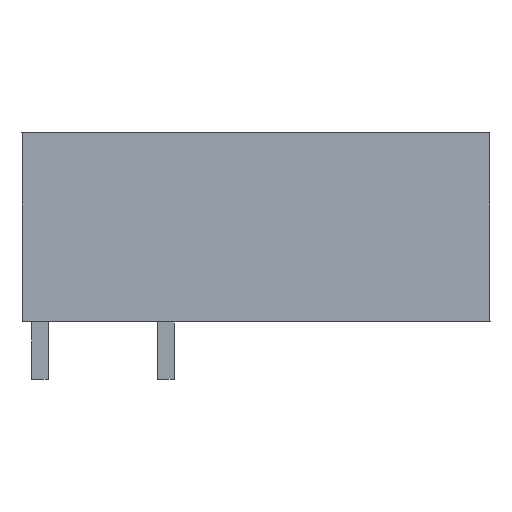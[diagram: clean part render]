
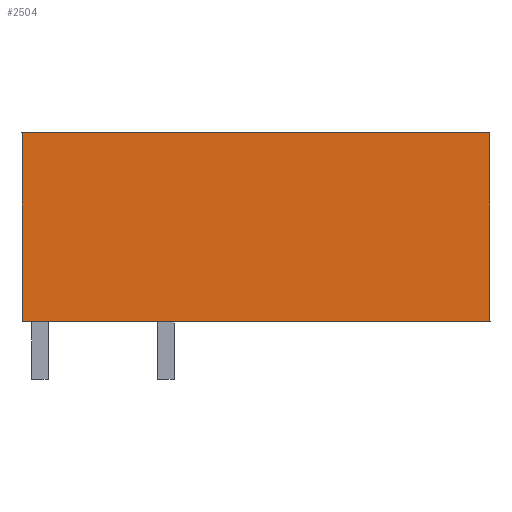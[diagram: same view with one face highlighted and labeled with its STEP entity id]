
A CAD part, left-side view. The second image highlights one B-rep face of the part: STEP entity #2504.
In plain terms, the highlighted planar face has unit normal (-1, 0, 0).
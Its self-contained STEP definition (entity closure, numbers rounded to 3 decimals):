
#2468=AXIS2_PLACEMENT_3D('Plane Axis2P3D',#2465,#2466,#2467) ;
#2465=CARTESIAN_POINT('Axis2P3D Location',(0.,28.3,0.)) ;
#2470=CARTESIAN_POINT('Line Origine',(0.,14.15,14.9)) ;
#2474=CARTESIAN_POINT('Vertex',(0.,0.,14.9)) ;
#2476=CARTESIAN_POINT('Vertex',(0.,28.3,14.9)) ;
#2479=CARTESIAN_POINT('Line Origine',(0.,28.3,9.2)) ;
#2483=CARTESIAN_POINT('Vertex',(0.,28.3,3.5)) ;
#2486=CARTESIAN_POINT('Line Origine',(0.,14.15,3.5)) ;
#2490=CARTESIAN_POINT('Vertex',(0.,0.,3.5)) ;
#2493=CARTESIAN_POINT('Line Origine',(0.,0.,9.2)) ;
#2466=DIRECTION('Axis2P3D Direction',(-1.,0.,0.)) ;
#2467=DIRECTION('Axis2P3D XDirection',(0.,-1.,0.)) ;
#2471=DIRECTION('Vector Direction',(0.,1.,0.)) ;
#2480=DIRECTION('Vector Direction',(0.,0.,-1.)) ;
#2487=DIRECTION('Vector Direction',(0.,-1.,0.)) ;
#2494=DIRECTION('Vector Direction',(0.,0.,-1.)) ;
#2472=VECTOR('Line Direction',#2471,1.) ;
#2481=VECTOR('Line Direction',#2480,1.) ;
#2488=VECTOR('Line Direction',#2487,1.) ;
#2495=VECTOR('Line Direction',#2494,1.) ;
#2499=ORIENTED_EDGE('',*,*,#2478,.T.) ;
#2500=ORIENTED_EDGE('',*,*,#2485,.T.) ;
#2501=ORIENTED_EDGE('',*,*,#2492,.T.) ;
#2502=ORIENTED_EDGE('',*,*,#2497,.T.) ;
#2504=ADVANCED_FACE('full body',(#2503),#2469,.T.) ;
#2478=EDGE_CURVE('',#2475,#2477,#2473,.T.) ;
#2485=EDGE_CURVE('',#2477,#2484,#2482,.T.) ;
#2492=EDGE_CURVE('',#2484,#2491,#2489,.T.) ;
#2497=EDGE_CURVE('',#2491,#2475,#2496,.F.) ;
#2498=EDGE_LOOP('',(#2499,#2500,#2501,#2502)) ;
#2503=FACE_OUTER_BOUND('',#2498,.T.) ;
#2473=LINE('Line',#2470,#2472) ;
#2482=LINE('Line',#2479,#2481) ;
#2489=LINE('Line',#2486,#2488) ;
#2496=LINE('Line',#2493,#2495) ;
#2469=PLANE('',#2468) ;
#2475=VERTEX_POINT('',#2474) ;
#2477=VERTEX_POINT('',#2476) ;
#2484=VERTEX_POINT('',#2483) ;
#2491=VERTEX_POINT('',#2490) ;
